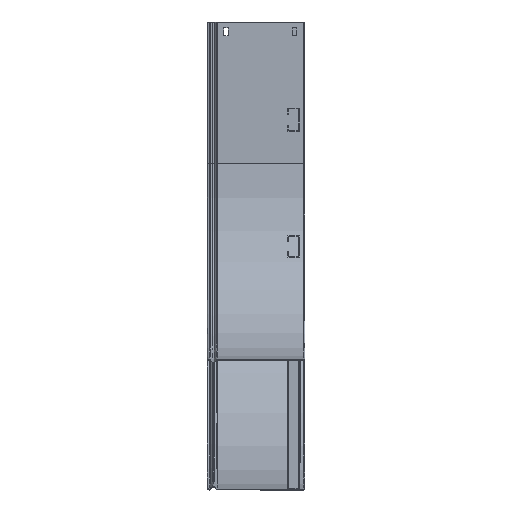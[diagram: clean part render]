
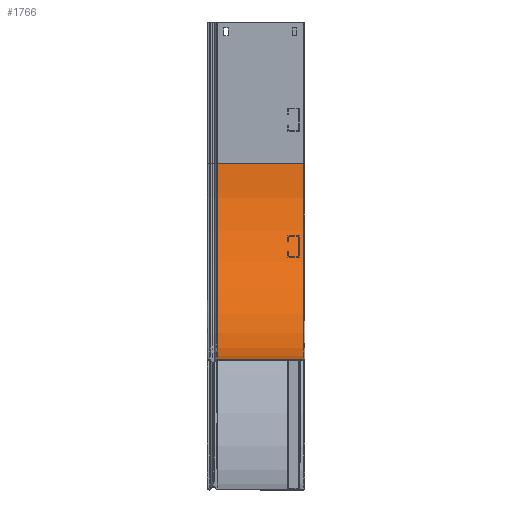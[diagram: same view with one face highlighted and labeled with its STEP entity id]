
A CAD part, left-side view. The second image highlights one B-rep face of the part: STEP entity #1766.
In plain terms, the highlighted cylindrical face has radius 300 mm (diameter 600 mm), a partial arc.
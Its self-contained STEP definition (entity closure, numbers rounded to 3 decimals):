
#54 = CARTESIAN_POINT ( 'NONE',  ( 0., 134.499, -300. ) ) ;
#56 = DIRECTION ( 'NONE',  ( 0., 1., 0. ) ) ;
#134 = EDGE_CURVE ( 'NONE', #1770, #4079, #673, .T. ) ;
#403 = CARTESIAN_POINT ( 'NONE',  ( 300., 2.2, 0. ) ) ;
#673 = CIRCLE ( 'NONE', #3054, 300. ) ;
#701 = ORIENTED_EDGE ( 'NONE', *, *, #134, .F. ) ;
#964 = EDGE_LOOP ( 'NONE', ( #4967, #1765, #701, #6310 ) ) ;
#1295 = CARTESIAN_POINT ( 'NONE',  ( 0., 2.2, -300. ) ) ;
#1658 = DIRECTION ( 'NONE',  ( 0., 1., 0. ) ) ;
#1765 = ORIENTED_EDGE ( 'NONE', *, *, #2206, .F. ) ;
#1766 = ADVANCED_FACE ( 'NONE', ( #3810 ), #2264, .F. ) ;
#1770 = VERTEX_POINT ( 'NONE', #4162 ) ;
#1876 = AXIS2_PLACEMENT_3D ( 'NONE', #6187, #56, #4300 ) ;
#2147 = DIRECTION ( 'NONE',  ( 0., 0., 1. ) ) ;
#2206 = EDGE_CURVE ( 'NONE', #4079, #4658, #5573, .T. ) ;
#2264 = CYLINDRICAL_SURFACE ( 'NONE', #6279, 300. ) ;
#2331 = CARTESIAN_POINT ( 'NONE',  ( 0., 2.2, 0. ) ) ;
#2380 = VECTOR ( 'NONE', #1658, 1000. ) ;
#2592 = CARTESIAN_POINT ( 'NONE',  ( 300., 134.499, 0. ) ) ;
#3054 = AXIS2_PLACEMENT_3D ( 'NONE', #2331, #6038, #6640 ) ;
#3338 = CARTESIAN_POINT ( 'NONE',  ( 0., 0., 0. ) ) ;
#3537 = EDGE_CURVE ( 'NONE', #5817, #4658, #7823, .T. ) ;
#3810 = FACE_OUTER_BOUND ( 'NONE', #964, .T. ) ;
#3820 = LINE ( 'NONE', #403, #2380 ) ;
#4079 = VERTEX_POINT ( 'NONE', #1295 ) ;
#4162 = CARTESIAN_POINT ( 'NONE',  ( 300., 2.2, 0. ) ) ;
#4291 = DIRECTION ( 'NONE',  ( 0., 1., 0. ) ) ;
#4300 = DIRECTION ( 'NONE',  ( 1., 0., 0. ) ) ;
#4658 = VERTEX_POINT ( 'NONE', #54 ) ;
#4967 = ORIENTED_EDGE ( 'NONE', *, *, #3537, .T. ) ;
#5088 = VECTOR ( 'NONE', #4291, 1000. ) ;
#5432 = DIRECTION ( 'NONE',  ( 0., 1., 0. ) ) ;
#5541 = CARTESIAN_POINT ( 'NONE',  ( 0., 2.2, -300. ) ) ;
#5573 = LINE ( 'NONE', #5541, #5088 ) ;
#5817 = VERTEX_POINT ( 'NONE', #2592 ) ;
#6038 = DIRECTION ( 'NONE',  ( 0., 1., 0. ) ) ;
#6187 = CARTESIAN_POINT ( 'NONE',  ( 0., 134.499, 0. ) ) ;
#6279 = AXIS2_PLACEMENT_3D ( 'NONE', #3338, #5432, #2147 ) ;
#6310 = ORIENTED_EDGE ( 'NONE', *, *, #7310, .T. ) ;
#6640 = DIRECTION ( 'NONE',  ( 1., 0., 0. ) ) ;
#7310 = EDGE_CURVE ( 'NONE', #1770, #5817, #3820, .T. ) ;
#7823 = CIRCLE ( 'NONE', #1876, 300. ) ;
